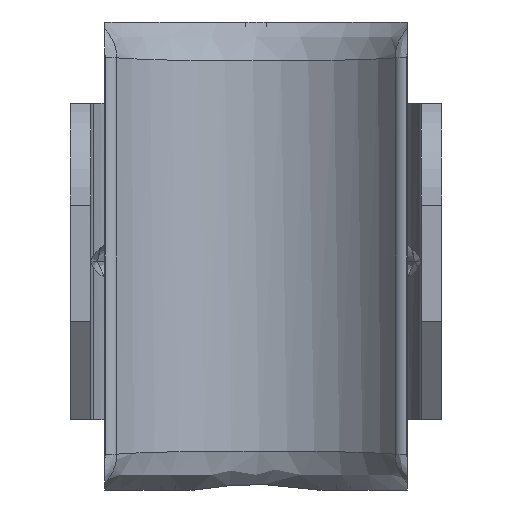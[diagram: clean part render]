
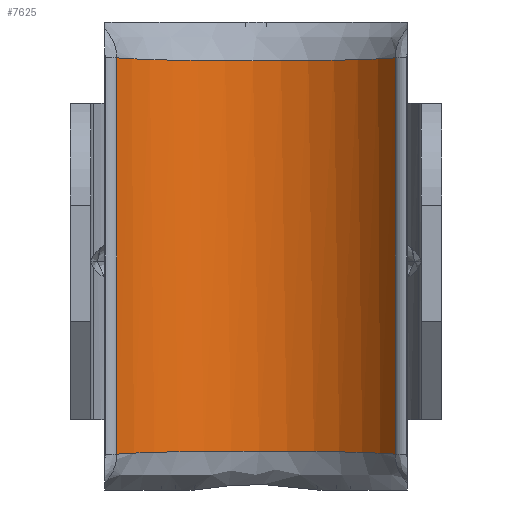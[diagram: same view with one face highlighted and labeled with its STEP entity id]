
A CAD part, front view. The second image highlights one B-rep face of the part: STEP entity #7625.
In plain terms, the highlighted cylindrical face has radius 12 mm (diameter 24 mm), a partial arc.
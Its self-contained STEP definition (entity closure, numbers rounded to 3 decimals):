
#235 = CARTESIAN_POINT ( 'NONE',  ( 10.112, -5.538, 17. ) ) ;
#392 = CARTESIAN_POINT ( 'NONE',  ( -8.929, -3.92, -14.318 ) ) ;
#418 = CARTESIAN_POINT ( 'NONE',  ( 3.465, -0.5, -14.188 ) ) ;
#457 = VECTOR ( 'NONE', #4272, 1000. ) ;
#542 = CARTESIAN_POINT ( 'NONE',  ( 3.937, -0.653, 14.193 ) ) ;
#567 = CARTESIAN_POINT ( 'NONE',  ( -7.84, -2.902, 14.276 ) ) ;
#649 = EDGE_CURVE ( 'NONE', #6685, #1789, #5736, .T. ) ;
#871 = DIRECTION ( 'NONE',  ( 0., 0., 1. ) ) ;
#1037 = CARTESIAN_POINT ( 'NONE',  ( -7.439, -2.57, -14.263 ) ) ;
#1064 = CARTESIAN_POINT ( 'NONE',  ( 4.884, -1.027, -14.206 ) ) ;
#1169 = ORIENTED_EDGE ( 'NONE', *, *, #6042, .T. ) ;
#1186 = CARTESIAN_POINT ( 'NONE',  ( 1.998, -0.125, 14.175 ) ) ;
#1216 = CARTESIAN_POINT ( 'NONE',  ( -9.571, -4.692, 14.352 ) ) ;
#1445 = EDGE_CURVE ( 'NONE', #1789, #7032, #5600, .T. ) ;
#1659 = B_SPLINE_CURVE_WITH_KNOTS ( 'NONE', 3,
 ( #2961, #6795, #392, #4890, #1037, #5546, #1681, #6178, #2336, #6819, #2991, #7468, #3630, #8090, #4283, #418, #4919, #1064, #5577, #1709, #6206, #2363, #6851, #3011, #7500, #3656 ),
 .UNSPECIFIED., .F., .F.,
 ( 4, 2, 2, 2, 2, 2, 2, 2, 2, 2, 2, 2, 4 ),
 ( 0.001, 0.004, 0.005, 0.007, 0.008, 0.01, 0.013, 0.016, 0.017, 0.019, 0.02, 0.022, 0.025 ),
 .UNSPECIFIED. ) ;
#1681 = CARTESIAN_POINT ( 'NONE',  ( -6.201, -1.715, -14.23 ) ) ;
#1709 = CARTESIAN_POINT ( 'NONE',  ( 6.212, -1.721, -14.23 ) ) ;
#1786 = CYLINDRICAL_SURFACE ( 'NONE', #3881, 12. ) ;
#1789 = VERTEX_POINT ( 'NONE', #4729 ) ;
#1833 = CARTESIAN_POINT ( 'NONE',  ( -1.018, -0.001, 14.172 ) ) ;
#2336 = CARTESIAN_POINT ( 'NONE',  ( -4.873, -1.023, -14.205 ) ) ;
#2363 = CARTESIAN_POINT ( 'NONE',  ( 7.448, -2.578, -14.263 ) ) ;
#2459 = CARTESIAN_POINT ( 'NONE',  ( 10.112, -5.538, 14.394 ) ) ;
#2485 = CARTESIAN_POINT ( 'NONE',  ( -3.465, -0.5, 14.188 ) ) ;
#2690 = EDGE_CURVE ( 'NONE', #2942, #6685, #2863, .T. ) ;
#2705 = DIRECTION ( 'NONE',  ( -1., 0., 0. ) ) ;
#2863 = LINE ( 'NONE', #235, #6073 ) ;
#2942 = VERTEX_POINT ( 'NONE', #6236 ) ;
#2961 = CARTESIAN_POINT ( 'NONE',  ( -10.112, -5.538, -14.394 ) ) ;
#2991 = CARTESIAN_POINT ( 'NONE',  ( -3.454, -0.497, -14.188 ) ) ;
#3011 = CARTESIAN_POINT ( 'NONE',  ( 8.935, -3.928, -14.318 ) ) ;
#3108 = CARTESIAN_POINT ( 'NONE',  ( 7.439, -2.57, 14.263 ) ) ;
#3138 = CARTESIAN_POINT ( 'NONE',  ( -4.884, -1.027, 14.206 ) ) ;
#3359 = CARTESIAN_POINT ( 'NONE',  ( 0., -12., 17. ) ) ;
#3630 = CARTESIAN_POINT ( 'NONE',  ( -1.006, 0.001, -14.172 ) ) ;
#3656 = CARTESIAN_POINT ( 'NONE',  ( 10.112, -5.538, -14.394 ) ) ;
#3751 = CARTESIAN_POINT ( 'NONE',  ( 6.201, -1.715, 14.23 ) ) ;
#3781 = CARTESIAN_POINT ( 'NONE',  ( -6.212, -1.721, 14.23 ) ) ;
#3881 = AXIS2_PLACEMENT_3D ( 'NONE', #3359, #4001, #2705 ) ;
#3960 = CARTESIAN_POINT ( 'NONE',  ( -10.112, -5.538, -14.394 ) ) ;
#4001 = DIRECTION ( 'NONE',  ( 0., 0., -1. ) ) ;
#4156 = CARTESIAN_POINT ( 'NONE',  ( -10.112, -5.538, 17. ) ) ;
#4223 = CARTESIAN_POINT ( 'NONE',  ( 10.112, -5.538, 14.394 ) ) ;
#4272 = DIRECTION ( 'NONE',  ( 0., 0., -1. ) ) ;
#4283 = CARTESIAN_POINT ( 'NONE',  ( 2.01, -0.127, -14.176 ) ) ;
#4405 = CARTESIAN_POINT ( 'NONE',  ( 4.873, -1.023, 14.205 ) ) ;
#4427 = CARTESIAN_POINT ( 'NONE',  ( -7.449, -2.578, 14.263 ) ) ;
#4729 = CARTESIAN_POINT ( 'NONE',  ( -10.112, -5.538, 14.394 ) ) ;
#4890 = CARTESIAN_POINT ( 'NONE',  ( -7.831, -2.894, -14.275 ) ) ;
#4919 = CARTESIAN_POINT ( 'NONE',  ( 3.948, -0.657, -14.193 ) ) ;
#5053 = CARTESIAN_POINT ( 'NONE',  ( 3.454, -0.497, 14.188 ) ) ;
#5081 = CARTESIAN_POINT ( 'NONE',  ( -8.935, -3.928, 14.318 ) ) ;
#5328 = ORIENTED_EDGE ( 'NONE', *, *, #1445, .T. ) ;
#5546 = CARTESIAN_POINT ( 'NONE',  ( -6.624, -1.981, -14.24 ) ) ;
#5577 = CARTESIAN_POINT ( 'NONE',  ( 5.337, -1.24, -14.213 ) ) ;
#5600 = LINE ( 'NONE', #4156, #457 ) ;
#5696 = CARTESIAN_POINT ( 'NONE',  ( 1.007, 0.001, 14.172 ) ) ;
#5727 = CARTESIAN_POINT ( 'NONE',  ( -10.112, -5.538, 14.394 ) ) ;
#5736 = B_SPLINE_CURVE_WITH_KNOTS ( 'NONE', 3,
 ( #2459, #6303, #6273, #6945, #3108, #7593, #3751, #8228, #4405, #542, #5053, #1186, #5696, #1833, #6325, #2485, #6969, #3138, #7618, #3781, #8256, #4427, #567, #5081, #1216, #5727 ),
 .UNSPECIFIED., .F., .F.,
 ( 4, 2, 2, 2, 2, 2, 2, 2, 2, 2, 2, 2, 4 ),
 ( 0.001, 0.004, 0.005, 0.007, 0.008, 0.01, 0.013, 0.016, 0.017, 0.019, 0.02, 0.022, 0.025 ),
 .UNSPECIFIED. ) ;
#6042 = EDGE_CURVE ( 'NONE', #7032, #2942, #1659, .T. ) ;
#6073 = VECTOR ( 'NONE', #871, 1000. ) ;
#6178 = CARTESIAN_POINT ( 'NONE',  ( -5.326, -1.235, -14.213 ) ) ;
#6206 = CARTESIAN_POINT ( 'NONE',  ( 6.634, -1.988, -14.24 ) ) ;
#6236 = CARTESIAN_POINT ( 'NONE',  ( 10.112, -5.538, -14.394 ) ) ;
#6273 = CARTESIAN_POINT ( 'NONE',  ( 8.929, -3.92, 14.318 ) ) ;
#6303 = CARTESIAN_POINT ( 'NONE',  ( 9.568, -4.687, 14.352 ) ) ;
#6325 = CARTESIAN_POINT ( 'NONE',  ( -2.01, -0.127, 14.176 ) ) ;
#6433 = EDGE_LOOP ( 'NONE', ( #1169, #7380, #8279, #5328 ) ) ;
#6685 = VERTEX_POINT ( 'NONE', #4223 ) ;
#6795 = CARTESIAN_POINT ( 'NONE',  ( -9.568, -4.687, -14.352 ) ) ;
#6819 = CARTESIAN_POINT ( 'NONE',  ( -3.937, -0.653, -14.193 ) ) ;
#6851 = CARTESIAN_POINT ( 'NONE',  ( 7.84, -2.901, -14.276 ) ) ;
#6945 = CARTESIAN_POINT ( 'NONE',  ( 7.831, -2.894, 14.275 ) ) ;
#6969 = CARTESIAN_POINT ( 'NONE',  ( -3.949, -0.657, 14.193 ) ) ;
#7032 = VERTEX_POINT ( 'NONE', #3960 ) ;
#7320 = FACE_OUTER_BOUND ( 'NONE', #6433, .T. ) ;
#7380 = ORIENTED_EDGE ( 'NONE', *, *, #2690, .T. ) ;
#7468 = CARTESIAN_POINT ( 'NONE',  ( -1.998, -0.125, -14.175 ) ) ;
#7500 = CARTESIAN_POINT ( 'NONE',  ( 9.571, -4.692, -14.352 ) ) ;
#7593 = CARTESIAN_POINT ( 'NONE',  ( 6.624, -1.981, 14.24 ) ) ;
#7618 = CARTESIAN_POINT ( 'NONE',  ( -5.337, -1.24, 14.213 ) ) ;
#7625 = ADVANCED_FACE ( 'NONE', ( #7320 ), #1786, .F. ) ;
#8090 = CARTESIAN_POINT ( 'NONE',  ( 1.019, -0.001, -14.172 ) ) ;
#8228 = CARTESIAN_POINT ( 'NONE',  ( 5.326, -1.235, 14.213 ) ) ;
#8256 = CARTESIAN_POINT ( 'NONE',  ( -6.634, -1.988, 14.24 ) ) ;
#8279 = ORIENTED_EDGE ( 'NONE', *, *, #649, .T. ) ;
